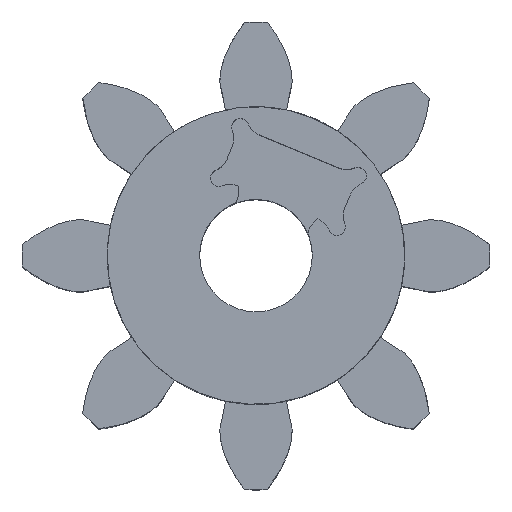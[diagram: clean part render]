
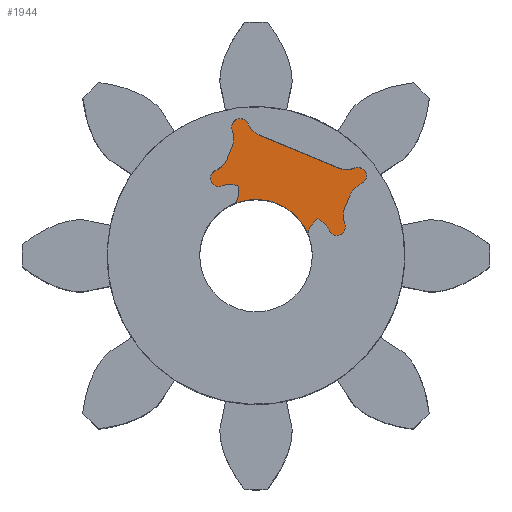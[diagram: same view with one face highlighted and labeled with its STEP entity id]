
A CAD part, top view. The second image highlights one B-rep face of the part: STEP entity #1944.
In plain terms, the highlighted planar face has unit normal (0, 0, 1).
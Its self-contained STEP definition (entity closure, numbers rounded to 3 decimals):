
#138=CIRCLE('',#2067,0.45);
#154=CIRCLE('',#2086,0.45);
#155=CIRCLE('',#2089,1.);
#156=CIRCLE('',#2091,0.4);
#157=CIRCLE('',#2093,1.);
#158=CIRCLE('',#2096,1.);
#159=CIRCLE('',#2098,0.4);
#160=CIRCLE('',#2100,1.);
#161=CIRCLE('',#2103,1.);
#162=CIRCLE('',#2105,0.4);
#163=CIRCLE('',#2107,1.);
#164=CIRCLE('',#2110,1.);
#165=CIRCLE('',#2112,0.4);
#166=CIRCLE('',#2114,1.);
#167=CIRCLE('',#2117,2.65);
#236=LINE('',#3045,#386);
#242=LINE('',#3102,#392);
#250=LINE('',#3150,#400);
#257=LINE('',#3169,#407);
#262=LINE('',#3185,#412);
#267=LINE('',#3201,#417);
#269=LINE('',#3211,#419);
#386=VECTOR('',#2256,10.);
#392=VECTOR('',#2316,10.);
#400=VECTOR('',#2362,10.);
#407=VECTOR('',#2383,10.);
#412=VECTOR('',#2402,10.);
#417=VECTOR('',#2421,10.);
#419=VECTOR('',#2437,10.);
#541=PLANE('',#2116);
#601=FACE_OUTER_BOUND('',#713,.T.);
#713=EDGE_LOOP('',(#1453,#1454,#1455,#1456,#1457,#1458,#1459,#1460,#1461,
#1462,#1463,#1464,#1465,#1466,#1467,#1468,#1469,#1470,#1471,#1472,#1473,
#1474));
#811=VERTEX_POINT('',#3039);
#813=VERTEX_POINT('',#3043);
#834=VERTEX_POINT('',#3092);
#835=VERTEX_POINT('',#3094);
#837=VERTEX_POINT('',#3100);
#856=VERTEX_POINT('',#3143);
#857=VERTEX_POINT('',#3145);
#858=VERTEX_POINT('',#3149);
#859=VERTEX_POINT('',#3153);
#860=VERTEX_POINT('',#3155);
#861=VERTEX_POINT('',#3159);
#862=VERTEX_POINT('',#3163);
#863=VERTEX_POINT('',#3165);
#864=VERTEX_POINT('',#3171);
#865=VERTEX_POINT('',#3173);
#866=VERTEX_POINT('',#3177);
#867=VERTEX_POINT('',#3181);
#868=VERTEX_POINT('',#3187);
#869=VERTEX_POINT('',#3189);
#870=VERTEX_POINT('',#3195);
#871=VERTEX_POINT('',#3197);
#872=VERTEX_POINT('',#3203);
#1012=EDGE_CURVE('',#813,#811,#236,.T.);
#1036=EDGE_CURVE('',#834,#835,#138,.F.);
#1040=EDGE_CURVE('',#837,#834,#242,.T.);
#1062=EDGE_CURVE('',#856,#857,#154,.F.);
#1064=EDGE_CURVE('',#858,#857,#250,.T.);
#1067=EDGE_CURVE('',#859,#860,#155,.F.);
#1069=EDGE_CURVE('',#861,#860,#156,.T.);
#1072=EDGE_CURVE('',#862,#863,#157,.F.);
#1074=EDGE_CURVE('',#863,#837,#257,.T.);
#1076=EDGE_CURVE('',#864,#865,#158,.F.);
#1078=EDGE_CURVE('',#866,#865,#159,.T.);
#1080=EDGE_CURVE('',#861,#867,#160,.F.);
#1082=EDGE_CURVE('',#867,#864,#262,.T.);
#1084=EDGE_CURVE('',#868,#869,#161,.F.);
#1086=EDGE_CURVE('',#862,#869,#162,.T.);
#1088=EDGE_CURVE('',#870,#871,#163,.F.);
#1090=EDGE_CURVE('',#871,#868,#267,.T.);
#1091=EDGE_CURVE('',#811,#872,#164,.F.);
#1093=EDGE_CURVE('',#870,#872,#165,.T.);
#1094=EDGE_CURVE('',#866,#813,#166,.F.);
#1095=EDGE_CURVE('',#858,#859,#269,.T.);
#1096=EDGE_CURVE('',#835,#856,#167,.T.);
#1453=ORIENTED_EDGE('',*,*,#1086,.T.);
#1454=ORIENTED_EDGE('',*,*,#1084,.F.);
#1455=ORIENTED_EDGE('',*,*,#1090,.F.);
#1456=ORIENTED_EDGE('',*,*,#1088,.F.);
#1457=ORIENTED_EDGE('',*,*,#1093,.T.);
#1458=ORIENTED_EDGE('',*,*,#1091,.F.);
#1459=ORIENTED_EDGE('',*,*,#1012,.F.);
#1460=ORIENTED_EDGE('',*,*,#1094,.F.);
#1461=ORIENTED_EDGE('',*,*,#1078,.T.);
#1462=ORIENTED_EDGE('',*,*,#1076,.F.);
#1463=ORIENTED_EDGE('',*,*,#1082,.F.);
#1464=ORIENTED_EDGE('',*,*,#1080,.F.);
#1465=ORIENTED_EDGE('',*,*,#1069,.T.);
#1466=ORIENTED_EDGE('',*,*,#1067,.F.);
#1467=ORIENTED_EDGE('',*,*,#1095,.F.);
#1468=ORIENTED_EDGE('',*,*,#1064,.T.);
#1469=ORIENTED_EDGE('',*,*,#1062,.F.);
#1470=ORIENTED_EDGE('',*,*,#1096,.F.);
#1471=ORIENTED_EDGE('',*,*,#1036,.F.);
#1472=ORIENTED_EDGE('',*,*,#1040,.F.);
#1473=ORIENTED_EDGE('',*,*,#1074,.F.);
#1474=ORIENTED_EDGE('',*,*,#1072,.F.);
#1944=ADVANCED_FACE('',(#601),#541,.T.);
#2067=AXIS2_PLACEMENT_3D('',#3095,#2309,#2310);
#2086=AXIS2_PLACEMENT_3D('',#3146,#2357,#2358);
#2089=AXIS2_PLACEMENT_3D('',#3156,#2367,#2368);
#2091=AXIS2_PLACEMENT_3D('',#3160,#2372,#2373);
#2093=AXIS2_PLACEMENT_3D('',#3166,#2378,#2379);
#2096=AXIS2_PLACEMENT_3D('',#3174,#2387,#2388);
#2098=AXIS2_PLACEMENT_3D('',#3178,#2392,#2393);
#2100=AXIS2_PLACEMENT_3D('',#3182,#2397,#2398);
#2103=AXIS2_PLACEMENT_3D('',#3190,#2406,#2407);
#2105=AXIS2_PLACEMENT_3D('',#3193,#2411,#2412);
#2107=AXIS2_PLACEMENT_3D('',#3198,#2416,#2417);
#2110=AXIS2_PLACEMENT_3D('',#3204,#2424,#2425);
#2112=AXIS2_PLACEMENT_3D('',#3207,#2429,#2430);
#2114=AXIS2_PLACEMENT_3D('',#3209,#2433,#2434);
#2116=AXIS2_PLACEMENT_3D('',#3212,#2438,#2439);
#2117=AXIS2_PLACEMENT_3D('',#3213,#2440,#2441);
#2256=DIRECTION('',(0.924,-0.383,0.));
#2309=DIRECTION('center_axis',(0.,0.,
-1.));
#2310=DIRECTION('ref_axis',(-0.983,0.186,0.));
#2316=DIRECTION('',(-0.668,-0.744,0.));
#2357=DIRECTION('center_axis',(0.,0.,
-1.));
#2358=DIRECTION('ref_axis',(0.826,-0.563,0.));
#2362=DIRECTION('',(-0.054,-0.999,0.));
#2367=DIRECTION('center_axis',(0.,0.,
-1.));
#2368=DIRECTION('ref_axis',(0.005,1.,0.));
#2372=DIRECTION('center_axis',(0.,0.,
1.));
#2373=DIRECTION('ref_axis',(0.383,0.924,0.));
#2378=DIRECTION('center_axis',(0.,0.,
-1.));
#2379=DIRECTION('ref_axis',(0.703,0.711,0.));
#2383=DIRECTION('',(-0.924,0.383,0.));
#2387=DIRECTION('center_axis',(0.,0.,
-1.));
#2388=DIRECTION('ref_axis',(1.,-0.005,0.));
#2392=DIRECTION('center_axis',(0.,0.,
1.));
#2393=DIRECTION('ref_axis',(0.924,-0.383,0.));
#2397=DIRECTION('center_axis',(0.,0.,
-1.));
#2398=DIRECTION('ref_axis',(0.711,-0.703,0.));
#2402=DIRECTION('',(0.383,0.924,0.));
#2406=DIRECTION('center_axis',(0.,0.,
-1.));
#2407=DIRECTION('ref_axis',(-1.,0.005,0.));
#2411=DIRECTION('center_axis',(0.,0.,
1.));
#2412=DIRECTION('ref_axis',(-0.924,0.383,0.));
#2416=DIRECTION('center_axis',(0.,0.,
-1.));
#2417=DIRECTION('ref_axis',(-0.711,0.703,0.));
#2421=DIRECTION('',(-0.383,-0.924,0.));
#2424=DIRECTION('center_axis',(0.,0.,
-1.));
#2425=DIRECTION('ref_axis',(-0.005,-1.,0.));
#2429=DIRECTION('center_axis',(0.,0.,
1.));
#2430=DIRECTION('ref_axis',(-0.383,-0.924,0.));
#2433=DIRECTION('center_axis',(0.,0.,
-1.));
#2434=DIRECTION('ref_axis',(-0.703,-0.711,0.));
#2437=DIRECTION('',(-0.924,0.383,0.));
#2438=DIRECTION('center_axis',(0.,0.,
1.));
#2439=DIRECTION('ref_axis',(0.924,-0.383,0.));
#2440=DIRECTION('center_axis',(0.,0.,
1.));
#2441=DIRECTION('ref_axis',(1.,0.,0.));
#3039=CARTESIAN_POINT('',(3.895,4.123,10.6));
#3043=CARTESIAN_POINT('',(0.162,5.67,10.6));
#3045=CARTESIAN_POINT('',(-0.374,5.892,10.6));
#3092=CARTESIAN_POINT('',(2.57,1.383,10.6));
#3094=CARTESIAN_POINT('',(2.483,0.925,10.6));
#3095=CARTESIAN_POINT('Origin',(2.905,1.082,10.6));
#3100=CARTESIAN_POINT('',(2.881,1.729,10.6));
#3102=CARTESIAN_POINT('',(2.881,1.729,10.6));
#3143=CARTESIAN_POINT('',(-1.102,2.41,10.6));
#3145=CARTESIAN_POINT('',(-0.84,2.795,10.6));
#3146=CARTESIAN_POINT('Origin',(-1.289,2.819,10.6));
#3149=CARTESIAN_POINT('',(-0.815,3.26,10.6));
#3150=CARTESIAN_POINT('',(-0.815,3.26,10.6));
#3153=CARTESIAN_POINT('',(-0.833,3.268,10.6));
#3155=CARTESIAN_POINT('',(-1.589,3.271,10.6));
#3156=CARTESIAN_POINT('Origin',(-1.216,2.344,10.6));
#3159=CARTESIAN_POINT('',(-1.895,4.01,10.6));
#3160=CARTESIAN_POINT('Origin',(-1.738,3.643,10.6));
#3163=CARTESIAN_POINT('',(3.437,1.19,10.6));
#3165=CARTESIAN_POINT('',(2.9,1.721,10.6));
#3166=CARTESIAN_POINT('Origin',(2.517,0.797,10.6));
#3169=CARTESIAN_POINT('',(3.435,1.499,10.6));
#3171=CARTESIAN_POINT('',(-1.118,5.139,10.6));
#3173=CARTESIAN_POINT('',(-1.115,5.895,10.6));
#3174=CARTESIAN_POINT('Origin',(-2.042,5.522,10.6));
#3177=CARTESIAN_POINT('',(-0.375,6.201,10.6));
#3178=CARTESIAN_POINT('Origin',(-0.743,6.045,10.6));
#3181=CARTESIAN_POINT('',(-1.363,4.548,10.6));
#3182=CARTESIAN_POINT('Origin',(-2.287,4.93,10.6));
#3185=CARTESIAN_POINT('',(-1.585,4.012,10.6));
#3187=CARTESIAN_POINT('',(4.18,2.252,10.6));
#3189=CARTESIAN_POINT('',(4.176,1.496,10.6));
#3190=CARTESIAN_POINT('Origin',(5.104,1.869,10.6));
#3193=CARTESIAN_POINT('Origin',(3.805,1.346,10.6));
#3195=CARTESIAN_POINT('',(4.957,3.381,10.6));
#3197=CARTESIAN_POINT('',(4.425,2.843,10.6));
#3198=CARTESIAN_POINT('Origin',(5.349,2.461,10.6));
#3201=CARTESIAN_POINT('',(4.647,3.379,10.6));
#3203=CARTESIAN_POINT('',(4.651,4.12,10.6));
#3204=CARTESIAN_POINT('Origin',(4.277,5.047,10.6));
#3207=CARTESIAN_POINT('Origin',(4.8,3.749,10.6));
#3209=CARTESIAN_POINT('Origin',(0.544,6.594,10.6));
#3211=CARTESIAN_POINT('',(3.435,1.499,10.6));
#3212=CARTESIAN_POINT('Origin',(1.471,3.552,10.6));
#3213=CARTESIAN_POINT('Origin',(0.,0.,10.6));
